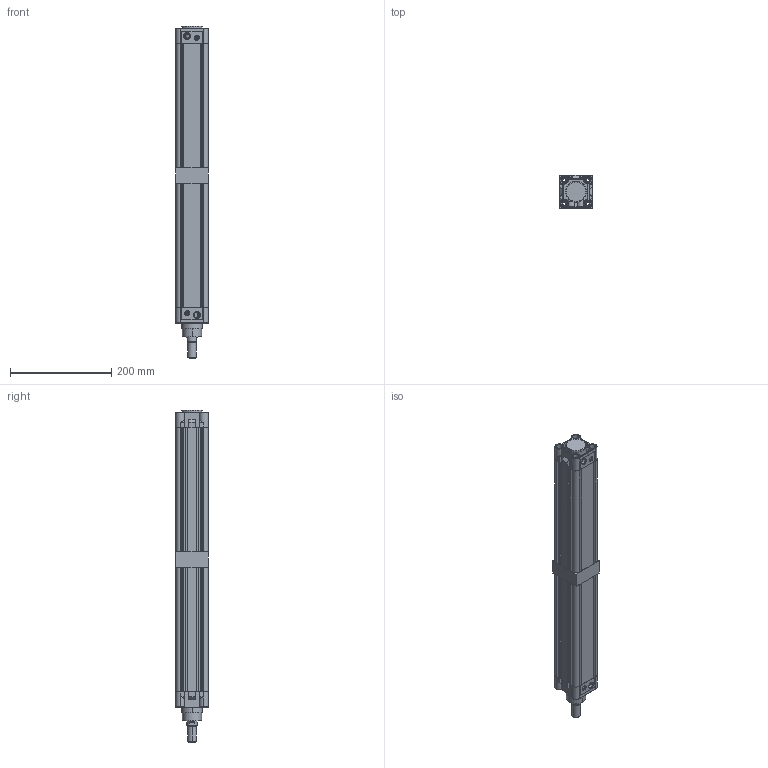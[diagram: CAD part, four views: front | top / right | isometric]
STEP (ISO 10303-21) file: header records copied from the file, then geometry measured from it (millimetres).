
FILE_DESCRIPTION (( 'STEP AP203' ), '1' );
FILE_NAME ('50X200TANDEM.STEP', '2017-12-27T11:28:23', ( 'USER' ), ( '' ), 'SwSTEP 2.0', 'SolidWorks 2017', '' );
FILE_SCHEMA (( 'CONFIG_CONTROL_DESIGN' ));
Length unit declared in the file: millimetre
Products named in the file (8): ORTA PÝSTON 50 TANDEM; TANDEM M尳 50x200; Piston Mili 50x200; 50; 50X200TANDEM; 烰 KAPAK  50; KDNC 50x200 BORU; ARKA KAPAK 50
Assembly tree (9 placements, depth 2):
  50X200TANDEM
    烰 KAPAK  50
    KDNC 50x200 BORU  x2
    ARKA KAPAK 50
    ORTA PÝSTON 50 TANDEM  x2
    TANDEM M尳 50x200
    Piston Mili 50x200
    50
Bounding box: 65 x 65 x 655 mm (x, y, z)
Volume: 1342646.7 mm3; surface area: 473507.6 mm2
Topology: 14 solids, 17 shells, 1072 faces, 2708 edges, 1755 vertices
Faces by surface type: cylinder 473, plane 465, cone 94, bspline 24, torus 14, sphere 2
Entity records: 31096 total; most frequent: CARTESIAN_POINT 9637, ORIENTED_EDGE 4322, DIRECTION 4264, EDGE_CURVE 2161, AXIS2_PLACEMENT_3D 1599, VERTEX_POINT 1397, VECTOR 1066, LINE 1066
